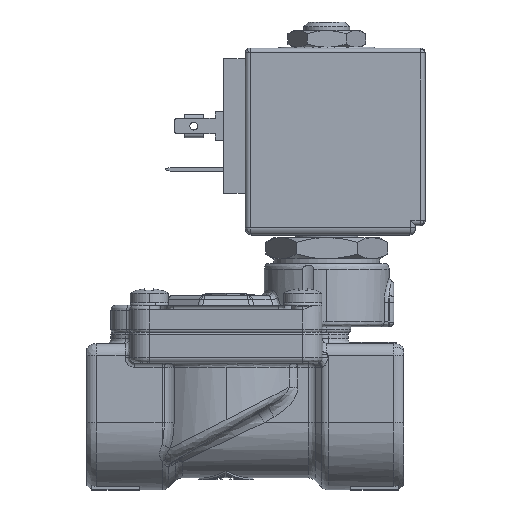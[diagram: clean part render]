
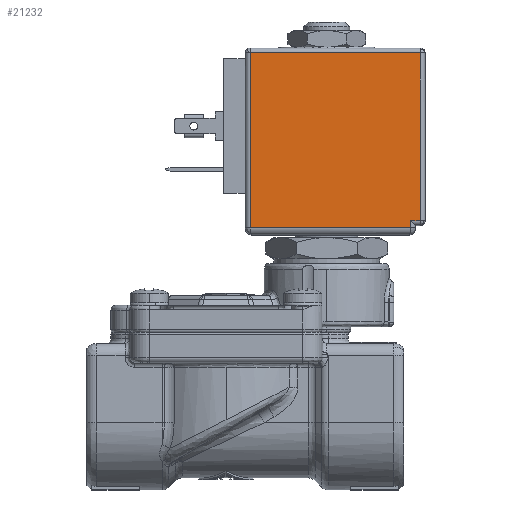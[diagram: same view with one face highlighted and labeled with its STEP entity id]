
A CAD part, top view. The second image highlights one B-rep face of the part: STEP entity #21232.
In plain terms, the highlighted planar face has unit normal (0, 0, 1).
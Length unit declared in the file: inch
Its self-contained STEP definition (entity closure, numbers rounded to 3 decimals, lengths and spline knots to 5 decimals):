
#2205 = CARTESIAN_POINT ( 'NONE',  ( 1.51575, 1.59761, 0.59055 ) ) ;
#2587 = DIRECTION ( 'NONE',  ( 1., 0., 0. ) ) ;
#2651 = VERTEX_POINT ( 'NONE', #11849 ) ;
#2877 = EDGE_CURVE ( 'NONE', #32238, #19346, #26685, .T. ) ;
#3352 = EDGE_CURVE ( 'NONE', #2651, #3889, #5225, .T. ) ;
#3889 = VERTEX_POINT ( 'NONE', #2205 ) ;
#4861 = LINE ( 'NONE', #23569, #19973 ) ;
#5225 = LINE ( 'NONE', #16068, #27348 ) ;
#5243 = CARTESIAN_POINT ( 'NONE',  ( 0.82677, 3.03462, 0.59055 ) ) ;
#5666 = VERTEX_POINT ( 'NONE', #30823 ) ;
#6110 = DIRECTION ( 'NONE',  ( -1., 0., 0. ) ) ;
#6503 = LINE ( 'NONE', #9105, #31993 ) ;
#8178 = EDGE_CURVE ( 'NONE', #5666, #2651, #14021, .T. ) ;
#8265 = EDGE_CURVE ( 'NONE', #19475, #3889, #6503, .T. ) ;
#8763 = CARTESIAN_POINT ( 'NONE',  ( 0.19685, 3.07399, 0.59055 ) ) ;
#9105 = CARTESIAN_POINT ( 'NONE',  ( 1.51575, 3.07399, 0.59055 ) ) ;
#11849 = CARTESIAN_POINT ( 'NONE',  ( 0.19685, 1.59761, 0.59055 ) ) ;
#12202 = ORIENTED_EDGE ( 'NONE', *, *, #2877, .T. ) ;
#12732 = DIRECTION ( 'NONE',  ( 1., 0., 0. ) ) ;
#13418 = DIRECTION ( 'NONE',  ( 1., 0., 0. ) ) ;
#13520 = ORIENTED_EDGE ( 'NONE', *, *, #8178, .T. ) ;
#14021 = LINE ( 'NONE', #8763, #25298 ) ;
#16068 = CARTESIAN_POINT ( 'NONE',  ( 0.82677, 1.59761, 0.59055 ) ) ;
#16901 = ORIENTED_EDGE ( 'NONE', *, *, #3352, .T. ) ;
#16997 = DIRECTION ( 'NONE',  ( 0., -1., 0. ) ) ;
#17292 = VECTOR ( 'NONE', #6110, 39.37008 ) ;
#19346 = VERTEX_POINT ( 'NONE', #26406 ) ;
#19439 = ORIENTED_EDGE ( 'NONE', *, *, #22113, .T. ) ;
#19475 = VERTEX_POINT ( 'NONE', #21981 ) ;
#19973 = VECTOR ( 'NONE', #12732, 39.37008 ) ;
#21232 = ADVANCED_FACE ( 'NONE', ( #24079 ), #26353, .T. ) ;
#21981 = CARTESIAN_POINT ( 'NONE',  ( 1.51575, 1.65667, 0.59055 ) ) ;
#22113 = EDGE_CURVE ( 'NONE', #19475, #32238, #4861, .T. ) ;
#22234 = ORIENTED_EDGE ( 'NONE', *, *, #25420, .T. ) ;
#23569 = CARTESIAN_POINT ( 'NONE',  ( 0.82677, 1.65667, 0.59055 ) ) ;
#23887 = CARTESIAN_POINT ( 'NONE',  ( 1.59449, 3.07399, 0.59055 ) ) ;
#24079 = FACE_OUTER_BOUND ( 'NONE', #26120, .T. ) ;
#25298 = VECTOR ( 'NONE', #16997, 39.37008 ) ;
#25420 = EDGE_CURVE ( 'NONE', #19346, #5666, #29185, .T. ) ;
#25817 = CARTESIAN_POINT ( 'NONE',  ( 1.59449, 1.65667, 0.59055 ) ) ;
#26120 = EDGE_LOOP ( 'NONE', ( #13520, #16901, #30905, #19439, #12202, #22234 ) ) ;
#26353 = PLANE ( 'NONE',  #31563 ) ;
#26406 = CARTESIAN_POINT ( 'NONE',  ( 1.59449, 3.03462, 0.59055 ) ) ;
#26685 = LINE ( 'NONE', #23887, #31734 ) ;
#26712 = CARTESIAN_POINT ( 'NONE',  ( 0.82677, 3.07399, 0.59055 ) ) ;
#27348 = VECTOR ( 'NONE', #2587, 39.37008 ) ;
#27996 = DIRECTION ( 'NONE',  ( 0., -1., 0. ) ) ;
#29185 = LINE ( 'NONE', #5243, #17292 ) ;
#30823 = CARTESIAN_POINT ( 'NONE',  ( 0.19685, 3.03462, 0.59055 ) ) ;
#30905 = ORIENTED_EDGE ( 'NONE', *, *, #8265, .F. ) ;
#31563 = AXIS2_PLACEMENT_3D ( 'NONE', #26712, #34395, #13418 ) ;
#31734 = VECTOR ( 'NONE', #31928, 39.37008 ) ;
#31928 = DIRECTION ( 'NONE',  ( 0., 1., 0. ) ) ;
#31993 = VECTOR ( 'NONE', #27996, 39.37008 ) ;
#32238 = VERTEX_POINT ( 'NONE', #25817 ) ;
#34395 = DIRECTION ( 'NONE',  ( 0., 0., 1. ) ) ;
